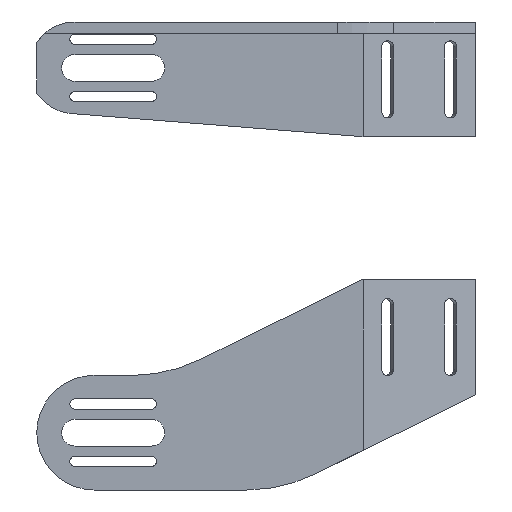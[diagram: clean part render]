
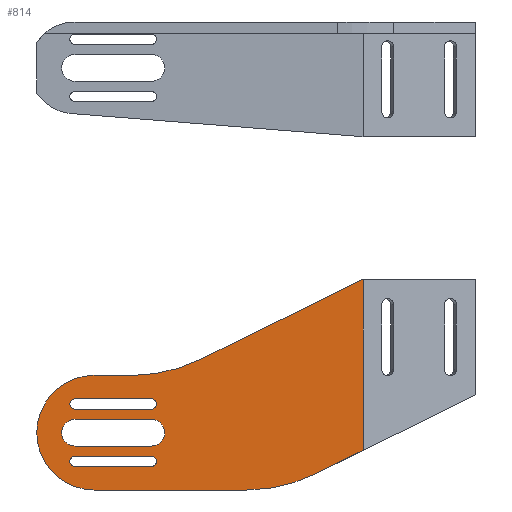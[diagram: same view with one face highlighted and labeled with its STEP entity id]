
A CAD part, front view. The second image highlights one B-rep face of the part: STEP entity #814.
In plain terms, the highlighted planar face has unit normal (0, -1, 0).
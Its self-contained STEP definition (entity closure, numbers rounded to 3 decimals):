
#236 = VERTEX_POINT('',#237);
#237 = CARTESIAN_POINT('',(20.,-53.038,-139.));
#243 = EDGE_CURVE('',#236,#244,#246,.T.);
#244 = VERTEX_POINT('',#245);
#245 = CARTESIAN_POINT('',(-22.301,-53.038,
    -159.871));
#246 = LINE('',#247,#248);
#247 = CARTESIAN_POINT('',(-16.19,-53.038,
    -156.856));
#248 = VECTOR('',#249,1.);
#249 = DIRECTION('',(-0.897,0.,-0.442));
#267 = VERTEX_POINT('',#268);
#268 = CARTESIAN_POINT('',(-40.,-53.038,-164.));
#274 = EDGE_CURVE('',#267,#244,#275,.T.);
#275 = CIRCLE('',#276,40.);
#276 = AXIS2_PLACEMENT_3D('',#277,#278,#279);
#277 = CARTESIAN_POINT('',(-40.,-53.038,-124.));
#278 = DIRECTION('',(0.,-1.,0.));
#279 = DIRECTION('',(1.,0.,0.));
#292 = EDGE_CURVE('',#267,#293,#295,.T.);
#293 = VERTEX_POINT('',#294);
#294 = CARTESIAN_POINT('',(-50.,-53.038,-164.));
#295 = LINE('',#296,#297);
#296 = CARTESIAN_POINT('',(-55.,-53.038,-164.));
#297 = VECTOR('',#298,1.);
#298 = DIRECTION('',(-1.,-0.,-0.));
#316 = EDGE_CURVE('',#293,#317,#319,.T.);
#317 = VERTEX_POINT('',#318);
#318 = CARTESIAN_POINT('',(-50.,-53.038,-194.));
#319 = CIRCLE('',#320,15.);
#320 = AXIS2_PLACEMENT_3D('',#321,#322,#323);
#321 = CARTESIAN_POINT('',(-50.,-53.038,-179.));
#322 = DIRECTION('',(0.,-1.,0.));
#323 = DIRECTION('',(1.,0.,0.));
#341 = EDGE_CURVE('',#317,#342,#344,.T.);
#342 = VERTEX_POINT('',#343);
#343 = CARTESIAN_POINT('',(-10.,-53.038,-194.));
#344 = LINE('',#345,#346);
#345 = CARTESIAN_POINT('',(-60.,-53.038,-194.));
#346 = VECTOR('',#347,1.);
#347 = DIRECTION('',(1.,0.,0.));
#365 = EDGE_CURVE('',#342,#366,#368,.T.);
#366 = VERTEX_POINT('',#367);
#367 = CARTESIAN_POINT('',(7.699,-53.038,
    -189.871));
#368 = CIRCLE('',#369,40.);
#369 = AXIS2_PLACEMENT_3D('',#370,#371,#372);
#370 = CARTESIAN_POINT('',(-10.,-53.038,-154.));
#371 = DIRECTION('',(0.,-1.,0.));
#372 = DIRECTION('',(1.,0.,0.));
#390 = EDGE_CURVE('',#366,#391,#393,.T.);
#391 = VERTEX_POINT('',#392);
#392 = CARTESIAN_POINT('',(20.395,-53.038,
    -183.607));
#393 = LINE('',#394,#395);
#394 = CARTESIAN_POINT('',(-13.452,-53.038,
    -200.307));
#395 = VECTOR('',#396,1.);
#396 = DIRECTION('',(0.897,0.,0.442));
#526 = VERTEX_POINT('',#527);
#527 = CARTESIAN_POINT('',(-55.,-53.038,-185.15));
#533 = EDGE_CURVE('',#526,#534,#536,.T.);
#534 = VERTEX_POINT('',#535);
#535 = CARTESIAN_POINT('',(-35.,-53.038,-185.15));
#536 = LINE('',#537,#538);
#537 = CARTESIAN_POINT('',(-62.5,-53.038,-185.15));
#538 = VECTOR('',#539,1.);
#539 = DIRECTION('',(1.,0.,0.));
#557 = VERTEX_POINT('',#558);
#558 = CARTESIAN_POINT('',(-35.,-53.038,-187.85));
#564 = EDGE_CURVE('',#557,#534,#565,.T.);
#565 = CIRCLE('',#566,1.35);
#566 = AXIS2_PLACEMENT_3D('',#567,#568,#569);
#567 = CARTESIAN_POINT('',(-35.,-53.038,-186.5));
#568 = DIRECTION('',(0.,-1.,0.));
#569 = DIRECTION('',(1.,0.,0.));
#582 = VERTEX_POINT('',#583);
#583 = CARTESIAN_POINT('',(-55.,-53.038,-187.85));
#589 = EDGE_CURVE('',#582,#557,#590,.T.);
#590 = LINE('',#591,#592);
#591 = CARTESIAN_POINT('',(-62.5,-53.038,-187.85));
#592 = VECTOR('',#593,1.);
#593 = DIRECTION('',(1.,0.,0.));
#606 = EDGE_CURVE('',#526,#582,#607,.T.);
#607 = CIRCLE('',#608,1.35);
#608 = AXIS2_PLACEMENT_3D('',#609,#610,#611);
#609 = CARTESIAN_POINT('',(-55.,-53.038,-186.5));
#610 = DIRECTION('',(0.,-1.,0.));
#611 = DIRECTION('',(1.,0.,0.));
#624 = VERTEX_POINT('',#625);
#625 = CARTESIAN_POINT('',(-55.,-53.038,-175.5));
#631 = EDGE_CURVE('',#624,#632,#634,.T.);
#632 = VERTEX_POINT('',#633);
#633 = CARTESIAN_POINT('',(-35.,-53.038,-175.5));
#634 = LINE('',#635,#636);
#635 = CARTESIAN_POINT('',(-62.5,-53.038,-175.5));
#636 = VECTOR('',#637,1.);
#637 = DIRECTION('',(1.,0.,0.));
#655 = VERTEX_POINT('',#656);
#656 = CARTESIAN_POINT('',(-35.,-53.038,-182.5));
#662 = EDGE_CURVE('',#655,#632,#663,.T.);
#663 = CIRCLE('',#664,3.5);
#664 = AXIS2_PLACEMENT_3D('',#665,#666,#667);
#665 = CARTESIAN_POINT('',(-35.,-53.038,-179.));
#666 = DIRECTION('',(0.,-1.,0.));
#667 = DIRECTION('',(1.,0.,0.));
#680 = VERTEX_POINT('',#681);
#681 = CARTESIAN_POINT('',(-55.,-53.038,-182.5));
#687 = EDGE_CURVE('',#680,#655,#688,.T.);
#688 = LINE('',#689,#690);
#689 = CARTESIAN_POINT('',(-62.5,-53.038,-182.5));
#690 = VECTOR('',#691,1.);
#691 = DIRECTION('',(1.,0.,0.));
#704 = EDGE_CURVE('',#624,#680,#705,.T.);
#705 = CIRCLE('',#706,3.5);
#706 = AXIS2_PLACEMENT_3D('',#707,#708,#709);
#707 = CARTESIAN_POINT('',(-55.,-53.038,-179.));
#708 = DIRECTION('',(0.,-1.,0.));
#709 = DIRECTION('',(1.,0.,0.));
#722 = VERTEX_POINT('',#723);
#723 = CARTESIAN_POINT('',(-55.,-53.038,-170.15));
#729 = EDGE_CURVE('',#722,#730,#732,.T.);
#730 = VERTEX_POINT('',#731);
#731 = CARTESIAN_POINT('',(-35.,-53.038,-170.15));
#732 = LINE('',#733,#734);
#733 = CARTESIAN_POINT('',(-62.5,-53.038,-170.15));
#734 = VECTOR('',#735,1.);
#735 = DIRECTION('',(1.,0.,0.));
#753 = VERTEX_POINT('',#754);
#754 = CARTESIAN_POINT('',(-35.,-53.038,-172.85));
#760 = EDGE_CURVE('',#753,#730,#761,.T.);
#761 = CIRCLE('',#762,1.35);
#762 = AXIS2_PLACEMENT_3D('',#763,#764,#765);
#763 = CARTESIAN_POINT('',(-35.,-53.038,-171.5));
#764 = DIRECTION('',(0.,-1.,0.));
#765 = DIRECTION('',(1.,0.,0.));
#778 = VERTEX_POINT('',#779);
#779 = CARTESIAN_POINT('',(-55.,-53.038,-172.85));
#785 = EDGE_CURVE('',#778,#753,#786,.T.);
#786 = LINE('',#787,#788);
#787 = CARTESIAN_POINT('',(-62.5,-53.038,-172.85));
#788 = VECTOR('',#789,1.);
#789 = DIRECTION('',(1.,0.,0.));
#802 = EDGE_CURVE('',#722,#778,#803,.T.);
#803 = CIRCLE('',#804,1.35);
#804 = AXIS2_PLACEMENT_3D('',#805,#806,#807);
#805 = CARTESIAN_POINT('',(-55.,-53.038,-171.5));
#806 = DIRECTION('',(0.,-1.,0.));
#807 = DIRECTION('',(1.,0.,0.));
#814 = ADVANCED_FACE('',(#815,#838,#844,#850),#856,.F.);
#815 = FACE_BOUND('',#816,.T.);
#816 = EDGE_LOOP('',(#817,#825,#826,#827,#828,#829,#830,#831,#832));
#817 = ORIENTED_EDGE('',*,*,#818,.F.);
#818 = EDGE_CURVE('',#236,#819,#821,.T.);
#819 = VERTEX_POINT('',#820);
#820 = CARTESIAN_POINT('',(20.395,-53.038,-139.));
#821 = LINE('',#822,#823);
#822 = CARTESIAN_POINT('',(-70.,-53.038,-139.));
#823 = VECTOR('',#824,1.);
#824 = DIRECTION('',(1.,-0.,0.));
#825 = ORIENTED_EDGE('',*,*,#243,.T.);
#826 = ORIENTED_EDGE('',*,*,#274,.F.);
#827 = ORIENTED_EDGE('',*,*,#292,.T.);
#828 = ORIENTED_EDGE('',*,*,#316,.T.);
#829 = ORIENTED_EDGE('',*,*,#341,.T.);
#830 = ORIENTED_EDGE('',*,*,#365,.T.);
#831 = ORIENTED_EDGE('',*,*,#390,.T.);
#832 = ORIENTED_EDGE('',*,*,#833,.F.);
#833 = EDGE_CURVE('',#819,#391,#834,.T.);
#834 = LINE('',#835,#836);
#835 = CARTESIAN_POINT('',(20.395,-53.038,-139.));
#836 = VECTOR('',#837,1.);
#837 = DIRECTION('',(-0.,-0.,-1.));
#838 = FACE_BOUND('',#839,.T.);
#839 = EDGE_LOOP('',(#840,#841,#842,#843));
#840 = ORIENTED_EDGE('',*,*,#606,.F.);
#841 = ORIENTED_EDGE('',*,*,#533,.T.);
#842 = ORIENTED_EDGE('',*,*,#564,.F.);
#843 = ORIENTED_EDGE('',*,*,#589,.F.);
#844 = FACE_BOUND('',#845,.T.);
#845 = EDGE_LOOP('',(#846,#847,#848,#849));
#846 = ORIENTED_EDGE('',*,*,#704,.F.);
#847 = ORIENTED_EDGE('',*,*,#631,.T.);
#848 = ORIENTED_EDGE('',*,*,#662,.F.);
#849 = ORIENTED_EDGE('',*,*,#687,.F.);
#850 = FACE_BOUND('',#851,.T.);
#851 = EDGE_LOOP('',(#852,#853,#854,#855));
#852 = ORIENTED_EDGE('',*,*,#802,.F.);
#853 = ORIENTED_EDGE('',*,*,#729,.T.);
#854 = ORIENTED_EDGE('',*,*,#760,.F.);
#855 = ORIENTED_EDGE('',*,*,#785,.F.);
#856 = PLANE('',#857);
#857 = AXIS2_PLACEMENT_3D('',#858,#859,#860);
#858 = CARTESIAN_POINT('',(-70.,-53.038,-139.));
#859 = DIRECTION('',(0.,1.,0.));
#860 = DIRECTION('',(-1.,0.,0.));
